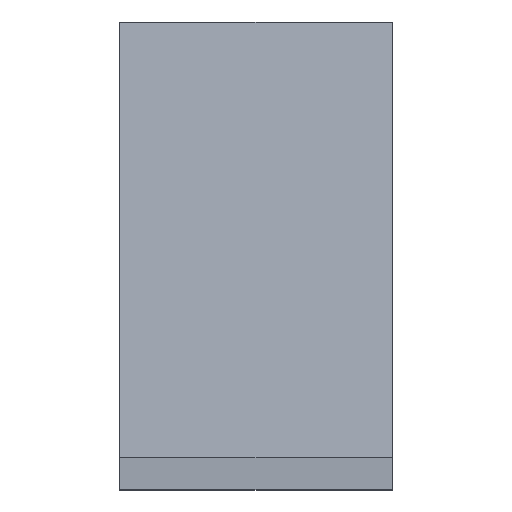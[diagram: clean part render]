
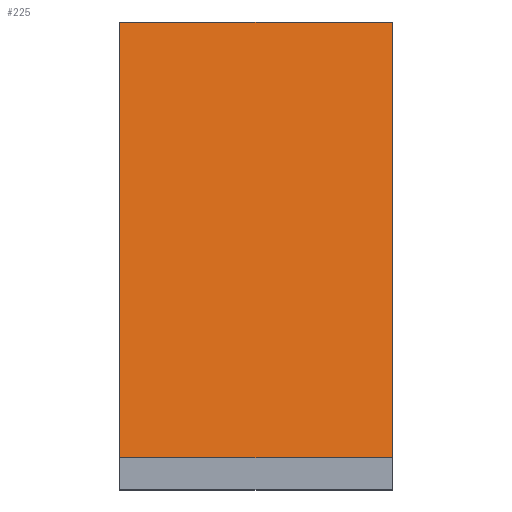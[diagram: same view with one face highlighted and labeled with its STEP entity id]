
A CAD part, top view. The second image highlights one B-rep face of the part: STEP entity #225.
In plain terms, the highlighted planar face has unit normal (0, 0.141, 0.99).
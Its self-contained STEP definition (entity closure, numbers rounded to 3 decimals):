
#31=FACE_OUTER_BOUND('',#45,.T.);
#45=EDGE_LOOP('',(#190,#191,#192,#193));
#50=LINE('',#323,#76);
#69=LINE('',#367,#95);
#71=LINE('',#371,#97);
#72=LINE('',#372,#98);
#76=VECTOR('',#263,10.);
#95=VECTOR('',#304,10.);
#97=VECTOR('',#308,10.);
#98=VECTOR('',#309,10.);
#102=VERTEX_POINT('',#320);
#103=VERTEX_POINT('',#322);
#117=VERTEX_POINT('',#366);
#118=VERTEX_POINT('',#370);
#121=EDGE_CURVE('',#102,#103,#50,.T.);
#143=EDGE_CURVE('',#103,#117,#69,.T.);
#145=EDGE_CURVE('',#102,#118,#71,.T.);
#146=EDGE_CURVE('',#118,#117,#72,.T.);
#190=ORIENTED_EDGE('',*,*,#121,.F.);
#191=ORIENTED_EDGE('',*,*,#145,.T.);
#192=ORIENTED_EDGE('',*,*,#146,.T.);
#193=ORIENTED_EDGE('',*,*,#143,.F.);
#213=PLANE('',#254);
#225=ADVANCED_FACE('',(#31),#213,.F.);
#254=AXIS2_PLACEMENT_3D('',#369,#306,#307);
#263=DIRECTION('',(0.,-0.99,0.141));
#304=DIRECTION('',(-1.,0.,0.));
#306=DIRECTION('center_axis',(0.,-0.141,-0.99));
#307=DIRECTION('ref_axis',(0.,-0.99,0.141));
#308=DIRECTION('',(-1.,0.,0.));
#309=DIRECTION('',(0.,-0.99,0.141));
#320=CARTESIAN_POINT('',(65.,60.,25.));
#322=CARTESIAN_POINT('',(65.,4.,33.));
#323=CARTESIAN_POINT('',(65.,47.05,26.85));
#366=CARTESIAN_POINT('',(30.,4.,33.));
#367=CARTESIAN_POINT('',(50.,4.,33.));
#369=CARTESIAN_POINT('Origin',(50.,60.,25.));
#370=CARTESIAN_POINT('',(30.,60.,25.));
#371=CARTESIAN_POINT('',(50.,60.,25.));
#372=CARTESIAN_POINT('',(30.,60.,25.));
